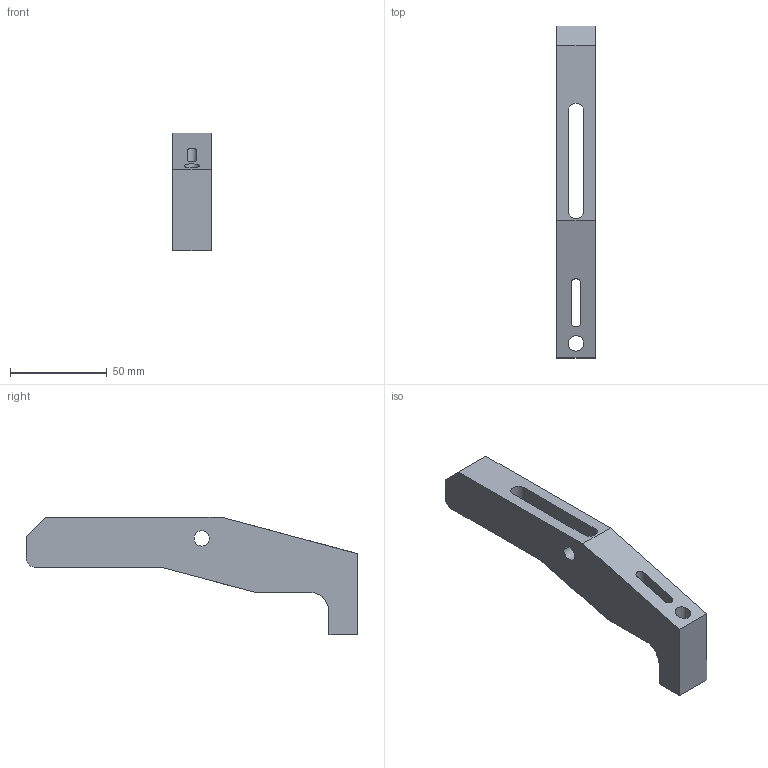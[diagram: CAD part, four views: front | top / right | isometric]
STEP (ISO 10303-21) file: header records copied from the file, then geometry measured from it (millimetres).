
FILE_DESCRIPTION(('CATIA V5 STEP Exchange'),'2;1');
FILE_NAME('Bras.stp','2022-08-16T13:54:40+00:00',('none'),('none'),'CATIA Version 5 Release 19 GA (IN-10)','CATIA V5 STEP AP203','none');
FILE_SCHEMA(('CONFIG_CONTROL_DESIGN'));
Length unit declared in the file: millimetre
Products named in the file (1): Bras supérieur
Bounding box: 20 x 171.91 x 61 mm (x, y, z)
Volume: 82778 mm3; surface area: 23838 mm2
Topology: 1 solids, 1 shells, 28 faces, 84 edges, 56 vertices
Faces by surface type: plane 16, cylinder 12
Entity records: 1072 total; most frequent: CARTESIAN_POINT 279, ORIENTED_EDGE 168, DIRECTION 126, EDGE_CURVE 84, VECTOR 58, LINE 58, VERTEX_POINT 56, AXIS2_PLACEMENT_3D 45
